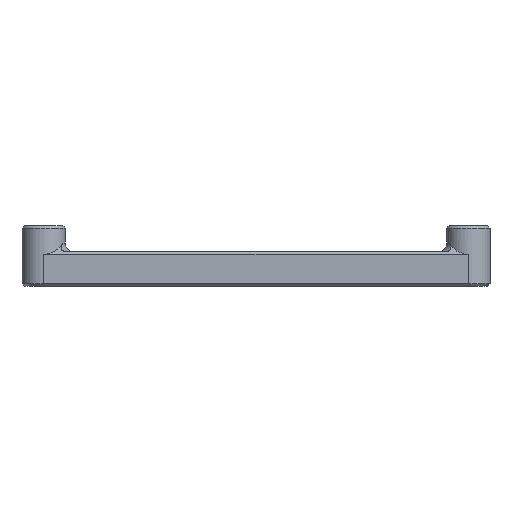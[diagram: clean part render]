
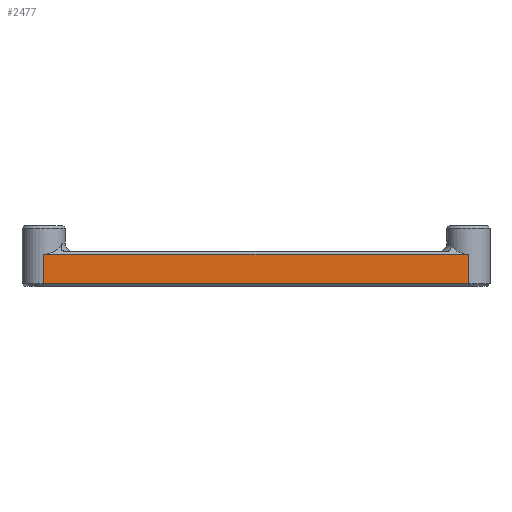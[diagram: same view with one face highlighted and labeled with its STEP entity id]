
A CAD part, front view. The second image highlights one B-rep face of the part: STEP entity #2477.
In plain terms, the highlighted planar face has unit normal (0, -1, 0).
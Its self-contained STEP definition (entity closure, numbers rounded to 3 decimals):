
#2438=CARTESIAN_POINT('',(54.981,13.501,4.));
#2439=DIRECTION('',(0.,-1.,0.));
#2440=DIRECTION('',(1.,0.,0.));
#2441=AXIS2_PLACEMENT_3D('',#2438,#2439,#2440);
#2442=PLANE('',#2441);
#2443=CARTESIAN_POINT('',(30.481,13.501,3.7));
#2444=VERTEX_POINT('',#2443);
#2445=CARTESIAN_POINT('',(30.481,13.501,0.3));
#2446=VERTEX_POINT('',#2445);
#2447=CARTESIAN_POINT('',(30.481,13.501,3.7));
#2448=DIRECTION('',(-0.,-0.,-1.));
#2449=VECTOR('',#2448,3.4);
#2450=LINE('',#2447,#2449);
#2451=EDGE_CURVE('',#2444,#2446,#2450,.T.);
#2452=ORIENTED_EDGE('',*,*,#2451,.T.);
#2453=CARTESIAN_POINT('',(79.481,13.501,0.3));
#2454=VERTEX_POINT('',#2453);
#2455=CARTESIAN_POINT('',(30.481,13.501,0.3));
#2456=DIRECTION('',(1.,0.,-0.));
#2457=VECTOR('',#2456,49.);
#2458=LINE('',#2455,#2457);
#2459=EDGE_CURVE('',#2446,#2454,#2458,.T.);
#2460=ORIENTED_EDGE('',*,*,#2459,.T.);
#2461=CARTESIAN_POINT('',(79.481,13.501,3.7));
#2462=VERTEX_POINT('',#2461);
#2463=CARTESIAN_POINT('',(79.481,13.501,0.3));
#2464=DIRECTION('',(0.,0.,1.));
#2465=VECTOR('',#2464,3.4);
#2466=LINE('',#2463,#2465);
#2467=EDGE_CURVE('',#2454,#2462,#2466,.T.);
#2468=ORIENTED_EDGE('',*,*,#2467,.T.);
#2469=CARTESIAN_POINT('',(79.481,13.501,3.7));
#2470=DIRECTION('',(-1.,-0.,0.));
#2471=VECTOR('',#2470,49.);
#2472=LINE('',#2469,#2471);
#2473=EDGE_CURVE('',#2462,#2444,#2472,.T.);
#2474=ORIENTED_EDGE('',*,*,#2473,.T.);
#2475=EDGE_LOOP('',(#2452,#2460,#2468,#2474));
#2476=FACE_BOUND('',#2475,.T.);
#2477=ADVANCED_FACE('',(#2476),#2442,.T.);
